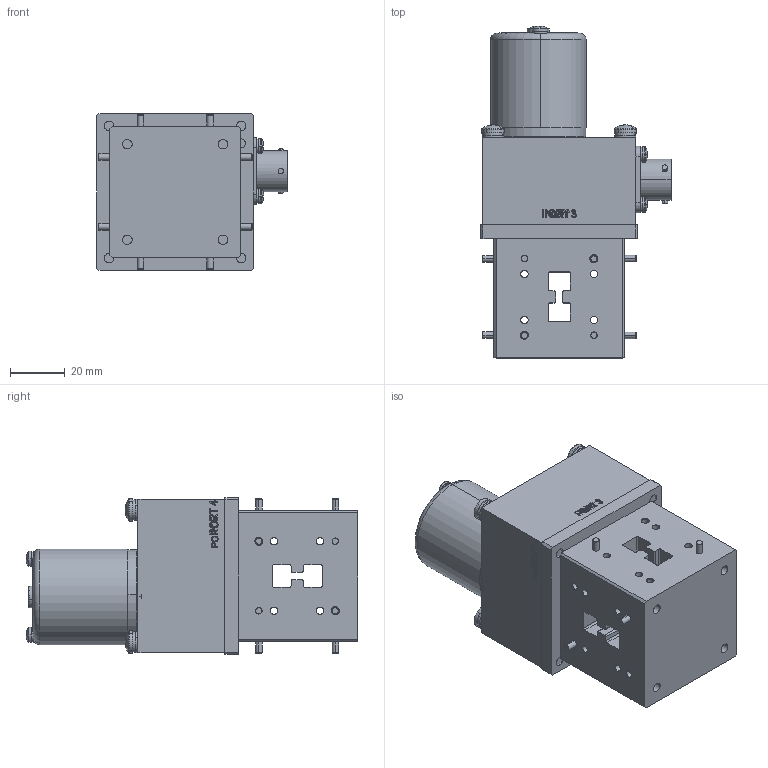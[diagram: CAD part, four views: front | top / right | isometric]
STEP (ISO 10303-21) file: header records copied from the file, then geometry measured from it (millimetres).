
FILE_DESCRIPTION (( 'STEP AP203' ), '1' );
FILE_NAME ('65AP.STEP', '2016-08-25T20:28:08', ( '' ), ( '' ), 'SwSTEP 2.0', 'SolidWorks 2016', '' );
FILE_SCHEMA (( 'CONFIG_CONTROL_DESIGN' ));
Length unit declared in the file: inch
Products named in the file (1): 65AP
Bounding box: 69.44 x 121.17 x 57.15 mm (x, y, z)
Surface area: 40161.4 mm2 (no closed solid volume)
Topology: 0 solids, 98 shells, 669 faces, 2470 edges, 1898 vertices
Faces by surface type: plane 312, cylinder 246, cone 40, torus 38, sphere 22, bspline 11
Entity records: 31876 total; most frequent: CARTESIAN_POINT 11277, DIRECTION 4243, ORIENTED_EDGE 3653, EDGE_CURVE 2465, VERTEX_POINT 1895, AXIS2_PLACEMENT_3D 1547, VECTOR 1149, LINE 1149
